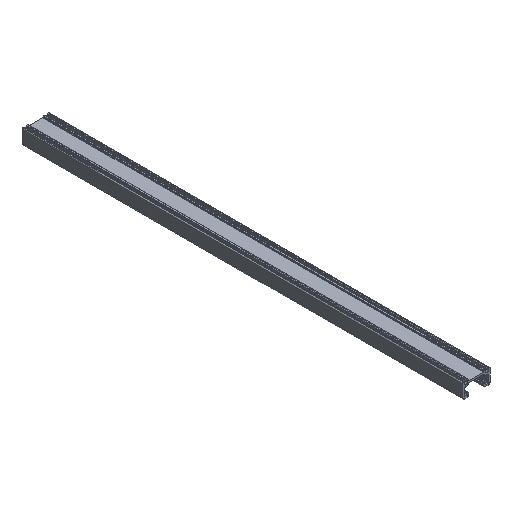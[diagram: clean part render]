
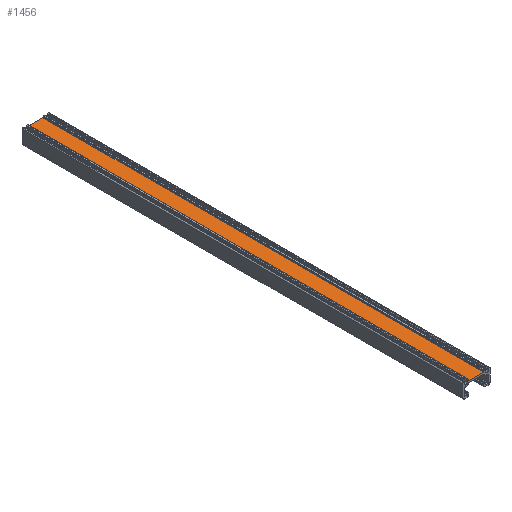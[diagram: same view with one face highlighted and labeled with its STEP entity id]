
A CAD part, isometric view. The second image highlights one B-rep face of the part: STEP entity #1456.
In plain terms, the highlighted planar face has unit normal (0, 0, 1).
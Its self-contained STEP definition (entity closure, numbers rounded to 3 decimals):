
#12 = CARTESIAN_POINT ( 'NONE',  ( -8.2, 500., -1.5 ) ) ;
#86 = DIRECTION ( 'NONE',  ( 0., -1., 0. ) ) ;
#139 = LINE ( 'NONE', #2510, #2525 ) ;
#147 = CARTESIAN_POINT ( 'NONE',  ( 8.2, 500., -1.5 ) ) ;
#293 = EDGE_CURVE ( 'NONE', #2413, #1567, #1991, .T. ) ;
#441 = ORIENTED_EDGE ( 'NONE', *, *, #1388, .F. ) ;
#504 = CARTESIAN_POINT ( 'NONE',  ( 8.2, 500., -1.5 ) ) ;
#544 = EDGE_CURVE ( 'NONE', #2413, #736, #2511, .T. ) ;
#565 = VERTEX_POINT ( 'NONE', #2383 ) ;
#579 = AXIS2_PLACEMENT_3D ( 'NONE', #2394, #957, #765 ) ;
#736 = VERTEX_POINT ( 'NONE', #147 ) ;
#765 = DIRECTION ( 'NONE',  ( -1., 0., 0. ) ) ;
#957 = DIRECTION ( 'NONE',  ( 0., 0., -1. ) ) ;
#985 = DIRECTION ( 'NONE',  ( 1., 0., 0. ) ) ;
#1043 = CARTESIAN_POINT ( 'NONE',  ( -8.2, 0., -1.5 ) ) ;
#1285 = VECTOR ( 'NONE', #86, 1000. ) ;
#1382 = CARTESIAN_POINT ( 'NONE',  ( -8.2, 500., -1.5 ) ) ;
#1388 = EDGE_CURVE ( 'NONE', #736, #565, #1837, .T. ) ;
#1456 = ADVANCED_FACE ( 'NONE', ( #2001 ), #1954, .F. ) ;
#1500 = EDGE_LOOP ( 'NONE', ( #2037, #441, #2512, #1610 ) ) ;
#1553 = VECTOR ( 'NONE', #2129, 1000. ) ;
#1567 = VERTEX_POINT ( 'NONE', #1043 ) ;
#1610 = ORIENTED_EDGE ( 'NONE', *, *, #293, .T. ) ;
#1631 = CARTESIAN_POINT ( 'NONE',  ( -8.2, 500., -1.5 ) ) ;
#1689 = DIRECTION ( 'NONE',  ( 0., -1., 0. ) ) ;
#1837 = LINE ( 'NONE', #504, #1285 ) ;
#1954 = PLANE ( 'NONE',  #579 ) ;
#1991 = LINE ( 'NONE', #1631, #2004 ) ;
#2001 = FACE_OUTER_BOUND ( 'NONE', #1500, .T. ) ;
#2004 = VECTOR ( 'NONE', #1689, 1000. ) ;
#2037 = ORIENTED_EDGE ( 'NONE', *, *, #2378, .T. ) ;
#2129 = DIRECTION ( 'NONE',  ( 1., 0., 0. ) ) ;
#2378 = EDGE_CURVE ( 'NONE', #1567, #565, #139, .T. ) ;
#2383 = CARTESIAN_POINT ( 'NONE',  ( 8.2, 0., -1.5 ) ) ;
#2394 = CARTESIAN_POINT ( 'NONE',  ( -8.2, 500., -1.5 ) ) ;
#2413 = VERTEX_POINT ( 'NONE', #1382 ) ;
#2510 = CARTESIAN_POINT ( 'NONE',  ( -8.2, 0., -1.5 ) ) ;
#2511 = LINE ( 'NONE', #12, #1553 ) ;
#2512 = ORIENTED_EDGE ( 'NONE', *, *, #544, .F. ) ;
#2525 = VECTOR ( 'NONE', #985, 1000. ) ;
